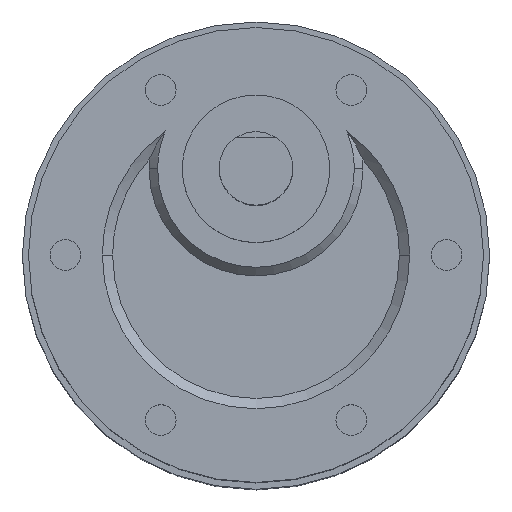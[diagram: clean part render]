
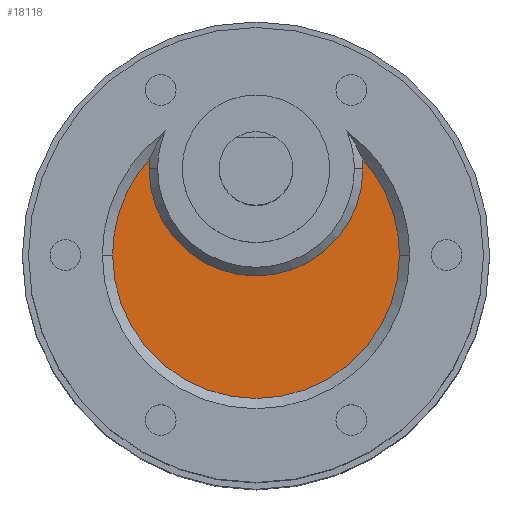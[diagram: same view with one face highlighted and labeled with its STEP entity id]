
A CAD part, top view. The second image highlights one B-rep face of the part: STEP entity #18118.
In plain terms, the highlighted planar face has unit normal (0, 0, 1).
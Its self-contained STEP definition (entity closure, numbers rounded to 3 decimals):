
#1041 = ORIENTED_EDGE ( 'NONE', *, *, #21664, .T. ) ;
#1321 = CIRCLE ( 'NONE', #6299, 8.7 ) ;
#1723 = ORIENTED_EDGE ( 'NONE', *, *, #16096, .T. ) ;
#2906 = AXIS2_PLACEMENT_3D ( 'NONE', #14801, #20091, #19845 ) ;
#3264 = DIRECTION ( 'NONE',  ( 0., 0., 1. ) ) ;
#3980 = CARTESIAN_POINT ( 'NONE',  ( -8.662, 7.814, 25.3 ) ) ;
#4354 = DIRECTION ( 'NONE',  ( 0., 0., -1. ) ) ;
#4420 = CIRCLE ( 'NONE', #14447, 8.7 ) ;
#4578 = VERTEX_POINT ( 'NONE', #13459 ) ;
#5035 = VERTEX_POINT ( 'NONE', #3980 ) ;
#5096 = CIRCLE ( 'NONE', #16751, 11.666 ) ;
#5318 = PLANE ( 'NONE',  #13094 ) ;
#5505 = VERTEX_POINT ( 'NONE', #19795 ) ;
#5554 = DIRECTION ( 'NONE',  ( 1., 0., 0. ) ) ;
#6115 = AXIS2_PLACEMENT_3D ( 'NONE', #22345, #7423, #21825 ) ;
#6219 = EDGE_CURVE ( 'NONE', #5035, #8778, #8701, .T. ) ;
#6299 = AXIS2_PLACEMENT_3D ( 'NONE', #17396, #4354, #7784 ) ;
#6786 = CARTESIAN_POINT ( 'NONE',  ( -11.666, 0., 25.3 ) ) ;
#6926 = VERTEX_POINT ( 'NONE', #8063 ) ;
#7423 = DIRECTION ( 'NONE',  ( 0., 0., -1. ) ) ;
#7784 = DIRECTION ( 'NONE',  ( 1., 0., 0. ) ) ;
#8063 = CARTESIAN_POINT ( 'NONE',  ( 8.7, 7., 25.3 ) ) ;
#8701 = CIRCLE ( 'NONE', #13067, 11.666 ) ;
#8778 = VERTEX_POINT ( 'NONE', #6786 ) ;
#9467 = EDGE_CURVE ( 'NONE', #5505, #18687, #15599, .T. ) ;
#9748 = EDGE_LOOP ( 'NONE', ( #11367, #1041, #13393, #17889, #1723, #15907 ) ) ;
#10372 = CARTESIAN_POINT ( 'NONE',  ( 8.662, 7.814, 25.3 ) ) ;
#10393 = DIRECTION ( 'NONE',  ( 1., 0., 0. ) ) ;
#11003 = CARTESIAN_POINT ( 'NONE',  ( 0., 0., 25.3 ) ) ;
#11104 = DIRECTION ( 'NONE',  ( 1., 0., 0. ) ) ;
#11367 = ORIENTED_EDGE ( 'NONE', *, *, #20116, .T. ) ;
#11687 = DIRECTION ( 'NONE',  ( 0., 0., -1. ) ) ;
#12135 = CARTESIAN_POINT ( 'NONE',  ( 0., 3.5, 25.3 ) ) ;
#13067 = AXIS2_PLACEMENT_3D ( 'NONE', #20929, #18781, #10393 ) ;
#13094 = AXIS2_PLACEMENT_3D ( 'NONE', #12135, #3264, #14015 ) ;
#13393 = ORIENTED_EDGE ( 'NONE', *, *, #13582, .T. ) ;
#13459 = CARTESIAN_POINT ( 'NONE',  ( -8.7, 7., 25.3 ) ) ;
#13582 = EDGE_CURVE ( 'NONE', #4578, #5035, #14515, .T. ) ;
#14015 = DIRECTION ( 'NONE',  ( 1., 0., 0. ) ) ;
#14447 = AXIS2_PLACEMENT_3D ( 'NONE', #17735, #11687, #5554 ) ;
#14515 = CIRCLE ( 'NONE', #6115, 8.7 ) ;
#14801 = CARTESIAN_POINT ( 'NONE',  ( 0., 0., 25.3 ) ) ;
#15203 = FACE_OUTER_BOUND ( 'NONE', #9748, .T. ) ;
#15599 = CIRCLE ( 'NONE', #2906, 11.666 ) ;
#15907 = ORIENTED_EDGE ( 'NONE', *, *, #9467, .T. ) ;
#16096 = EDGE_CURVE ( 'NONE', #8778, #5505, #5096, .T. ) ;
#16751 = AXIS2_PLACEMENT_3D ( 'NONE', #11003, #18422, #11104 ) ;
#17396 = CARTESIAN_POINT ( 'NONE',  ( 0., 7., 25.3 ) ) ;
#17735 = CARTESIAN_POINT ( 'NONE',  ( 0., 7., 25.3 ) ) ;
#17889 = ORIENTED_EDGE ( 'NONE', *, *, #6219, .T. ) ;
#18118 = ADVANCED_FACE ( 'NONE', ( #15203 ), #5318, .T. ) ;
#18422 = DIRECTION ( 'NONE',  ( 0., 0., 1. ) ) ;
#18687 = VERTEX_POINT ( 'NONE', #10372 ) ;
#18781 = DIRECTION ( 'NONE',  ( 0., 0., 1. ) ) ;
#19795 = CARTESIAN_POINT ( 'NONE',  ( 11.666, 0., 25.3 ) ) ;
#19845 = DIRECTION ( 'NONE',  ( 1., 0., 0. ) ) ;
#20091 = DIRECTION ( 'NONE',  ( 0., 0., 1. ) ) ;
#20116 = EDGE_CURVE ( 'NONE', #18687, #6926, #1321, .T. ) ;
#20929 = CARTESIAN_POINT ( 'NONE',  ( 0., 0., 25.3 ) ) ;
#21664 = EDGE_CURVE ( 'NONE', #6926, #4578, #4420, .T. ) ;
#21825 = DIRECTION ( 'NONE',  ( 1., 0., 0. ) ) ;
#22345 = CARTESIAN_POINT ( 'NONE',  ( 0., 7., 25.3 ) ) ;
